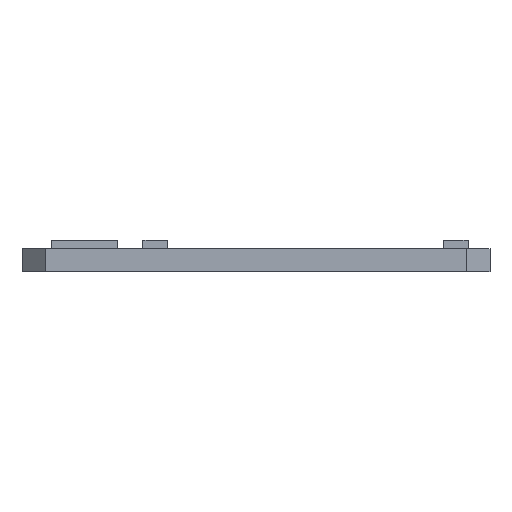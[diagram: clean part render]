
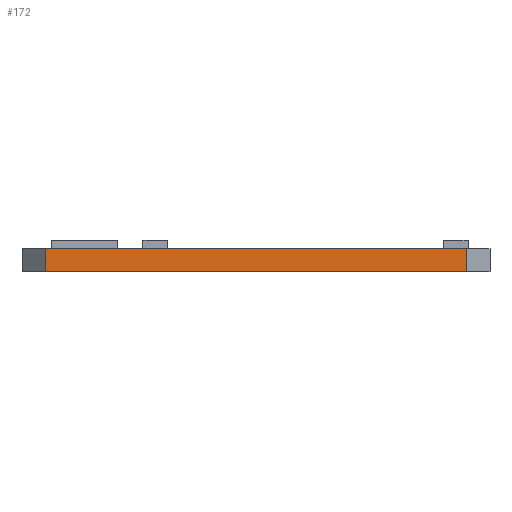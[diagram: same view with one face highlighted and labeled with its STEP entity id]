
A CAD part, left-side view. The second image highlights one B-rep face of the part: STEP entity #172.
In plain terms, the highlighted planar face has unit normal (-1, 0, 0).
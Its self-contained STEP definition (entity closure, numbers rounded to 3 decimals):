
#148 = DIRECTION ( 'NONE',  ( 0., -1., 0. ) ) ;
#172 = ADVANCED_FACE ( 'NONE', ( #297 ), #2070, .T. ) ;
#250 = LINE ( 'NONE', #499, #573 ) ;
#274 = DIRECTION ( 'NONE',  ( 0., 1., 0. ) ) ;
#279 = LINE ( 'NONE', #1875, #2349 ) ;
#297 = FACE_OUTER_BOUND ( 'NONE', #1009, .T. ) ;
#480 = ORIENTED_EDGE ( 'NONE', *, *, #828, .T. ) ;
#499 = CARTESIAN_POINT ( 'NONE',  ( -16., 0., 0. ) ) ;
#511 = DIRECTION ( 'NONE',  ( 0., 0., 1. ) ) ;
#573 = VECTOR ( 'NONE', #148, 1000. ) ;
#634 = VERTEX_POINT ( 'NONE', #1950 ) ;
#650 = CARTESIAN_POINT ( 'NONE',  ( -16., 16., 0. ) ) ;
#825 = VERTEX_POINT ( 'NONE', #1309 ) ;
#828 = EDGE_CURVE ( 'NONE', #825, #634, #1990, .T. ) ;
#931 = CARTESIAN_POINT ( 'NONE',  ( -16., 13., 0. ) ) ;
#990 = ORIENTED_EDGE ( 'NONE', *, *, #2418, .F. ) ;
#1009 = EDGE_LOOP ( 'NONE', ( #480, #1168, #990, #1108 ) ) ;
#1108 = ORIENTED_EDGE ( 'NONE', *, *, #2490, .T. ) ;
#1110 = VERTEX_POINT ( 'NONE', #2564 ) ;
#1168 = ORIENTED_EDGE ( 'NONE', *, *, #2003, .T. ) ;
#1216 = CARTESIAN_POINT ( 'NONE',  ( -16., -41., 1.5 ) ) ;
#1238 = DIRECTION ( 'NONE',  ( 0., 0., -1. ) ) ;
#1309 = CARTESIAN_POINT ( 'NONE',  ( -16., 13., 3. ) ) ;
#1437 = AXIS2_PLACEMENT_3D ( 'NONE', #650, #1455, #511 ) ;
#1441 = VECTOR ( 'NONE', #2512, 1000. ) ;
#1455 = DIRECTION ( 'NONE',  ( -1., 0., 0. ) ) ;
#1595 = LINE ( 'NONE', #1216, #2528 ) ;
#1875 = CARTESIAN_POINT ( 'NONE',  ( -16., 16., 3. ) ) ;
#1950 = CARTESIAN_POINT ( 'NONE',  ( -16., 13., 0. ) ) ;
#1990 = LINE ( 'NONE', #931, #1441 ) ;
#2003 = EDGE_CURVE ( 'NONE', #634, #1110, #250, .T. ) ;
#2070 = PLANE ( 'NONE',  #1437 ) ;
#2077 = VERTEX_POINT ( 'NONE', #2494 ) ;
#2349 = VECTOR ( 'NONE', #274, 1000. ) ;
#2418 = EDGE_CURVE ( 'NONE', #2077, #1110, #1595, .T. ) ;
#2490 = EDGE_CURVE ( 'NONE', #2077, #825, #279, .T. ) ;
#2494 = CARTESIAN_POINT ( 'NONE',  ( -16., -41., 3. ) ) ;
#2512 = DIRECTION ( 'NONE',  ( 0., 0., -1. ) ) ;
#2528 = VECTOR ( 'NONE', #1238, 1000. ) ;
#2564 = CARTESIAN_POINT ( 'NONE',  ( -16., -41., 0. ) ) ;
